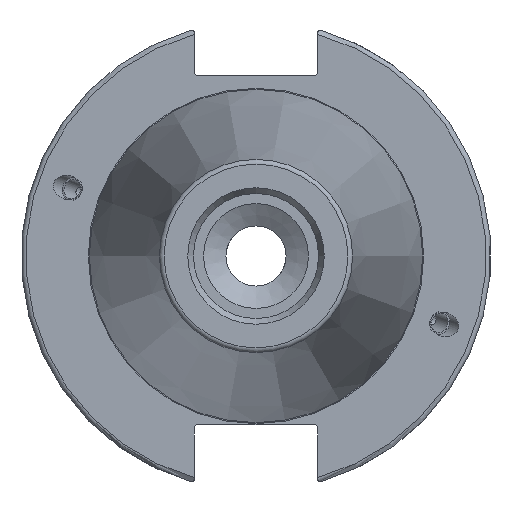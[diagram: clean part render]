
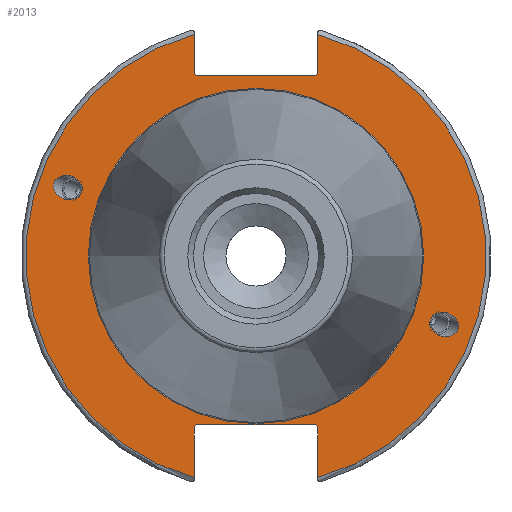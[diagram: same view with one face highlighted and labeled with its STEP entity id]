
A CAD part, left-side view. The second image highlights one B-rep face of the part: STEP entity #2013.
In plain terms, the highlighted planar face has unit normal (-1, 0, 0).
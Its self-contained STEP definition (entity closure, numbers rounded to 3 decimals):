
#84=ELLIPSE('',#2218,3.052,2.5);
#85=ELLIPSE('',#2252,3.052,2.5);
#189=FACE_BOUND('',#432,.T.);
#190=FACE_BOUND('',#433,.T.);
#191=FACE_BOUND('',#434,.T.);
#214=PLANE('',#2262);
#300=FACE_OUTER_BOUND('',#431,.T.);
#431=EDGE_LOOP('',(#1580,#1581,#1582,#1583,#1584,#1585,#1586,#1587,#1588,
#1589,#1590,#1591));
#432=EDGE_LOOP('',(#1592));
#433=EDGE_LOOP('',(#1593));
#434=EDGE_LOOP('',(#1594));
#564=LINE('',#3636,#684);
#565=LINE('',#3638,#685);
#566=LINE('',#3640,#686);
#567=LINE('',#3642,#687);
#568=LINE('',#3644,#688);
#569=LINE('',#3648,#689);
#570=LINE('',#3650,#690);
#571=LINE('',#3652,#691);
#572=LINE('',#3654,#692);
#573=LINE('',#3655,#693);
#684=VECTOR('',#2650,10.);
#685=VECTOR('',#2651,10.);
#686=VECTOR('',#2652,10.);
#687=VECTOR('',#2653,10.);
#688=VECTOR('',#2654,10.);
#689=VECTOR('',#2657,10.);
#690=VECTOR('',#2658,10.);
#691=VECTOR('',#2659,10.);
#692=VECTOR('',#2660,10.);
#693=VECTOR('',#2661,10.);
#812=CIRCLE('',#2260,35.125);
#814=CIRCLE('',#2263,48.213);
#815=CIRCLE('',#2264,48.213);
#922=VERTEX_POINT('',#3353);
#960=VERTEX_POINT('',#3612);
#965=VERTEX_POINT('',#3627);
#966=VERTEX_POINT('',#3632);
#967=VERTEX_POINT('',#3633);
#968=VERTEX_POINT('',#3635);
#969=VERTEX_POINT('',#3637);
#970=VERTEX_POINT('',#3639);
#971=VERTEX_POINT('',#3641);
#972=VERTEX_POINT('',#3643);
#973=VERTEX_POINT('',#3645);
#974=VERTEX_POINT('',#3647);
#975=VERTEX_POINT('',#3649);
#976=VERTEX_POINT('',#3651);
#977=VERTEX_POINT('',#3653);
#1137=EDGE_CURVE('',#922,#922,#84,.T.);
#1188=EDGE_CURVE('',#960,#960,#85,.T.);
#1195=EDGE_CURVE('',#965,#965,#812,.T.);
#1197=EDGE_CURVE('',#966,#967,#814,.T.);
#1198=EDGE_CURVE('',#966,#968,#564,.T.);
#1199=EDGE_CURVE('',#969,#968,#565,.T.);
#1200=EDGE_CURVE('',#969,#970,#566,.T.);
#1201=EDGE_CURVE('',#971,#970,#567,.T.);
#1202=EDGE_CURVE('',#971,#972,#568,.T.);
#1203=EDGE_CURVE('',#973,#972,#815,.T.);
#1204=EDGE_CURVE('',#973,#974,#569,.T.);
#1205=EDGE_CURVE('',#975,#974,#570,.T.);
#1206=EDGE_CURVE('',#975,#976,#571,.T.);
#1207=EDGE_CURVE('',#977,#976,#572,.T.);
#1208=EDGE_CURVE('',#977,#967,#573,.T.);
#1580=ORIENTED_EDGE('',*,*,#1197,.F.);
#1581=ORIENTED_EDGE('',*,*,#1198,.T.);
#1582=ORIENTED_EDGE('',*,*,#1199,.F.);
#1583=ORIENTED_EDGE('',*,*,#1200,.T.);
#1584=ORIENTED_EDGE('',*,*,#1201,.F.);
#1585=ORIENTED_EDGE('',*,*,#1202,.T.);
#1586=ORIENTED_EDGE('',*,*,#1203,.F.);
#1587=ORIENTED_EDGE('',*,*,#1204,.T.);
#1588=ORIENTED_EDGE('',*,*,#1205,.F.);
#1589=ORIENTED_EDGE('',*,*,#1206,.T.);
#1590=ORIENTED_EDGE('',*,*,#1207,.F.);
#1591=ORIENTED_EDGE('',*,*,#1208,.T.);
#1592=ORIENTED_EDGE('',*,*,#1137,.T.);
#1593=ORIENTED_EDGE('',*,*,#1188,.T.);
#1594=ORIENTED_EDGE('',*,*,#1195,.F.);
#2013=ADVANCED_FACE('',(#300,#189,#190,#191),#214,.T.);
#2218=AXIS2_PLACEMENT_3D('',#3355,#2540,#2541);
#2252=AXIS2_PLACEMENT_3D('',#3614,#2624,#2625);
#2260=AXIS2_PLACEMENT_3D('',#3629,#2642,#2643);
#2262=AXIS2_PLACEMENT_3D('',#3631,#2646,#2647);
#2263=AXIS2_PLACEMENT_3D('',#3634,#2648,#2649);
#2264=AXIS2_PLACEMENT_3D('',#3646,#2655,#2656);
#2540=DIRECTION('center_axis',(1.,0.,0.));
#2541=DIRECTION('ref_axis',(0.,-0.94,-0.342));
#2624=DIRECTION('center_axis',(1.,0.,0.));
#2625=DIRECTION('ref_axis',(0.,0.94,0.342));
#2642=DIRECTION('center_axis',(-1.,0.,0.));
#2643=DIRECTION('ref_axis',(0.,-1.,0.));
#2646=DIRECTION('center_axis',(-1.,0.,0.));
#2647=DIRECTION('ref_axis',(0.,0.,1.));
#2648=DIRECTION('center_axis',(1.,0.,0.));
#2649=DIRECTION('ref_axis',(0.,-1.,0.));
#2650=DIRECTION('',(0.,0.,-1.));
#2651=DIRECTION('',(0.,-0.707,0.707));
#2652=DIRECTION('',(0.,1.,0.));
#2653=DIRECTION('',(0.,-0.707,-0.707));
#2654=DIRECTION('',(0.,0.,1.));
#2655=DIRECTION('center_axis',(1.,0.,0.));
#2656=DIRECTION('ref_axis',(0.,1.,0.));
#2657=DIRECTION('',(0.,0.,1.));
#2658=DIRECTION('',(0.,0.707,-0.707));
#2659=DIRECTION('',(0.,-1.,0.));
#2660=DIRECTION('',(0.,0.707,0.707));
#2661=DIRECTION('',(0.,0.,-1.));
#3353=CARTESIAN_POINT('',(3.175,-36.599,-13.321));
#3355=CARTESIAN_POINT('Origin',(3.175,-39.467,-14.365));
#3612=CARTESIAN_POINT('',(3.175,36.599,13.321));
#3614=CARTESIAN_POINT('Origin',(3.175,39.467,14.365));
#3627=CARTESIAN_POINT('',(3.175,0.,35.125));
#3629=CARTESIAN_POINT('Origin',(3.175,0.,0.));
#3631=CARTESIAN_POINT('Origin',(3.175,49.213,0.));
#3632=CARTESIAN_POINT('',(3.175,-12.95,46.441));
#3633=CARTESIAN_POINT('',(3.175,-12.95,-46.441));
#3634=CARTESIAN_POINT('Origin',(3.175,0.,0.));
#3635=CARTESIAN_POINT('',(3.175,-12.95,38.219));
#3636=CARTESIAN_POINT('',(3.175,-12.95,18.86));
#3637=CARTESIAN_POINT('',(3.175,-12.45,37.719));
#3638=CARTESIAN_POINT('',(3.175,12.27,12.999));
#3639=CARTESIAN_POINT('',(3.175,12.45,37.719));
#3640=CARTESIAN_POINT('',(3.175,24.606,37.719));
#3641=CARTESIAN_POINT('',(3.175,12.95,38.219));
#3642=CARTESIAN_POINT('',(3.175,12.336,37.605));
#3643=CARTESIAN_POINT('',(3.175,12.95,46.441));
#3644=CARTESIAN_POINT('',(3.175,12.95,18.86));
#3645=CARTESIAN_POINT('',(3.175,12.95,-46.441));
#3646=CARTESIAN_POINT('Origin',(3.175,0.,0.));
#3647=CARTESIAN_POINT('',(3.175,12.95,-35.806));
#3648=CARTESIAN_POINT('',(3.175,12.95,-17.653));
#3649=CARTESIAN_POINT('',(3.175,12.45,-35.306));
#3650=CARTESIAN_POINT('',(3.175,12.939,-35.795));
#3651=CARTESIAN_POINT('',(3.175,-12.45,-35.306));
#3652=CARTESIAN_POINT('',(3.175,24.606,-35.306));
#3653=CARTESIAN_POINT('',(3.175,-12.95,-35.806));
#3654=CARTESIAN_POINT('',(3.175,11.667,-11.189));
#3655=CARTESIAN_POINT('',(3.175,-12.95,-17.653));
